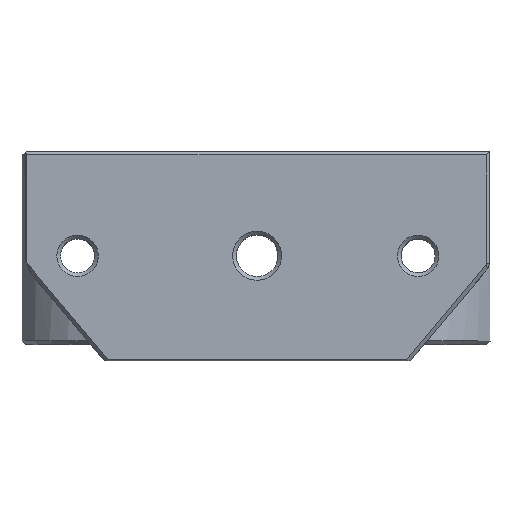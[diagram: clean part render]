
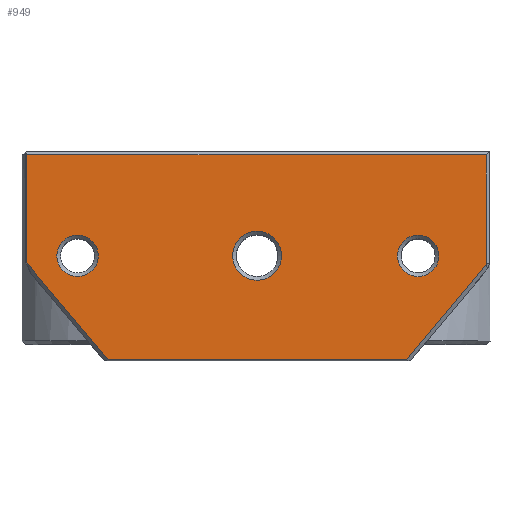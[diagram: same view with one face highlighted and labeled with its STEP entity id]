
A CAD part, top view. The second image highlights one B-rep face of the part: STEP entity #949.
In plain terms, the highlighted planar face has unit normal (0, 0, 1).
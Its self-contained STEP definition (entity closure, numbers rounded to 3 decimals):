
#54=FACE_BOUND('',#178,.T.);
#55=FACE_BOUND('',#179,.T.);
#56=FACE_BOUND('',#180,.T.);
#74=CIRCLE('',#1022,2.25);
#75=CIRCLE('',#1023,2.659);
#76=CIRCLE('',#1024,2.25);
#121=FACE_OUTER_BOUND('',#177,.T.);
#177=EDGE_LOOP('',(#678,#679,#680,#681,#682,#683));
#178=EDGE_LOOP('',(#684));
#179=EDGE_LOOP('',(#685));
#180=EDGE_LOOP('',(#686));
#254=LINE('',#1396,#336);
#262=LINE('',#1413,#344);
#265=LINE('',#1419,#347);
#271=LINE('',#1433,#353);
#273=LINE('',#1436,#355);
#279=LINE('',#1447,#361);
#336=VECTOR('',#1120,10.);
#344=VECTOR('',#1134,10.);
#347=VECTOR('',#1139,10.);
#353=VECTOR('',#1151,10.);
#355=VECTOR('',#1155,10.);
#361=VECTOR('',#1165,10.);
#414=VERTEX_POINT('',#1385);
#417=VERTEX_POINT('',#1392);
#422=VERTEX_POINT('',#1406);
#424=VERTEX_POINT('',#1411);
#426=VERTEX_POINT('',#1418);
#431=VERTEX_POINT('',#1432);
#435=VERTEX_POINT('',#1448);
#436=VERTEX_POINT('',#1450);
#437=VERTEX_POINT('',#1452);
#504=EDGE_CURVE('',#414,#417,#254,.T.);
#512=EDGE_CURVE('',#424,#422,#262,.T.);
#515=EDGE_CURVE('',#422,#426,#265,.T.);
#522=EDGE_CURVE('',#426,#431,#271,.T.);
#524=EDGE_CURVE('',#431,#414,#273,.T.);
#530=EDGE_CURVE('',#417,#424,#279,.T.);
#531=EDGE_CURVE('',#435,#435,#74,.T.);
#532=EDGE_CURVE('',#436,#436,#75,.T.);
#533=EDGE_CURVE('',#437,#437,#76,.T.);
#678=ORIENTED_EDGE('',*,*,#504,.F.);
#679=ORIENTED_EDGE('',*,*,#524,.F.);
#680=ORIENTED_EDGE('',*,*,#522,.F.);
#681=ORIENTED_EDGE('',*,*,#515,.F.);
#682=ORIENTED_EDGE('',*,*,#512,.F.);
#683=ORIENTED_EDGE('',*,*,#530,.F.);
#684=ORIENTED_EDGE('',*,*,#531,.F.);
#685=ORIENTED_EDGE('',*,*,#532,.F.);
#686=ORIENTED_EDGE('',*,*,#533,.F.);
#917=PLANE('',#1021);
#949=ADVANCED_FACE('',(#121,#54,#55,#56),#917,.F.);
#1021=AXIS2_PLACEMENT_3D('',#1446,#1163,#1164);
#1022=AXIS2_PLACEMENT_3D('',#1449,#1166,#1167);
#1023=AXIS2_PLACEMENT_3D('',#1451,#1168,#1169);
#1024=AXIS2_PLACEMENT_3D('',#1453,#1170,#1171);
#1120=DIRECTION('',(0.,1.,0.));
#1134=DIRECTION('',(0.,-1.,0.));
#1139=DIRECTION('',(-0.643,-0.766,0.));
#1151=DIRECTION('',(-1.,0.,0.));
#1155=DIRECTION('',(-0.643,0.766,0.));
#1163=DIRECTION('center_axis',(0.,0.,
-1.));
#1164=DIRECTION('ref_axis',(0.,-1.,0.));
#1165=DIRECTION('',(1.,0.,0.));
#1166=DIRECTION('center_axis',(0.,0.,
1.));
#1167=DIRECTION('ref_axis',(-1.,0.,0.));
#1168=DIRECTION('center_axis',(0.,0.,
1.));
#1169=DIRECTION('ref_axis',(-1.,0.,0.));
#1170=DIRECTION('center_axis',(0.,0.,
1.));
#1171=DIRECTION('ref_axis',(-1.,0.,0.));
#1385=CARTESIAN_POINT('',(122.873,-131.54,117.664));
#1392=CARTESIAN_POINT('',(122.873,-119.799,117.664));
#1396=CARTESIAN_POINT('',(122.873,-123.649,117.664));
#1406=CARTESIAN_POINT('',(172.799,-131.732,117.664));
#1411=CARTESIAN_POINT('',(172.799,-119.799,117.664));
#1413=CARTESIAN_POINT('',(172.799,-134.149,117.664));
#1418=CARTESIAN_POINT('',(164.134,-142.059,117.664));
#1419=CARTESIAN_POINT('',(166.56,-139.168,117.664));
#1432=CARTESIAN_POINT('',(131.7,-142.059,117.664));
#1433=CARTESIAN_POINT('',(151.987,-142.059,117.664));
#1436=CARTESIAN_POINT('',(127.099,-136.576,117.664));
#1446=CARTESIAN_POINT('Origin',(147.895,-127.899,117.664));
#1447=CARTESIAN_POINT('',(134.645,-119.799,117.664));
#1448=CARTESIAN_POINT('',(167.637,-130.774,117.664));
#1449=CARTESIAN_POINT('Origin',(165.387,-130.774,117.664));
#1450=CARTESIAN_POINT('',(150.553,-130.759,117.664));
#1451=CARTESIAN_POINT('Origin',(147.895,-130.759,117.664));
#1452=CARTESIAN_POINT('',(130.637,-130.774,117.664));
#1453=CARTESIAN_POINT('Origin',(128.387,-130.774,117.664));
